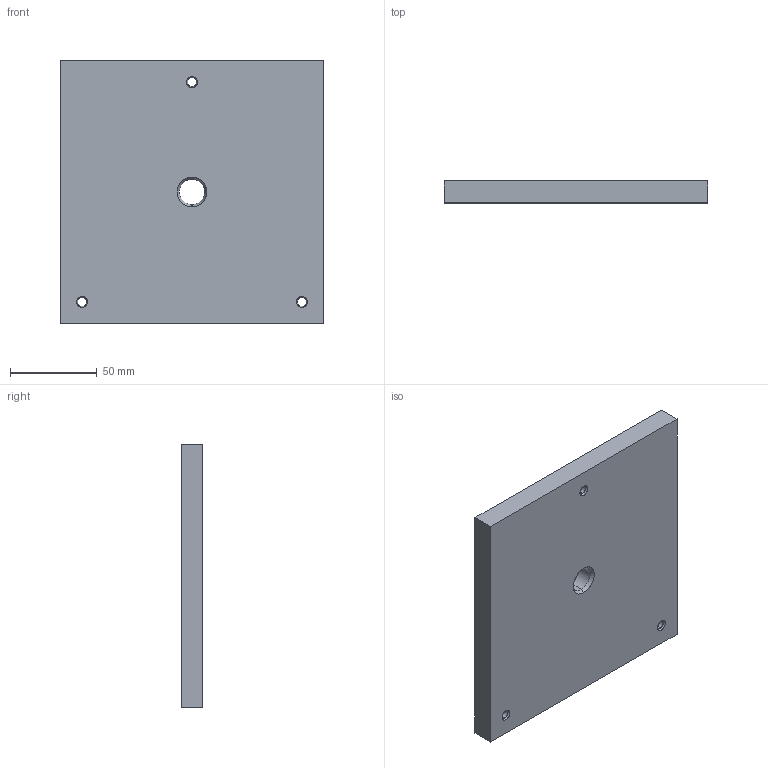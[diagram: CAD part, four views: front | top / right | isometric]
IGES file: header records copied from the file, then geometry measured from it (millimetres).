
Start section: SolidWorks IGES file using analytic representation for surfaces
Global section: file name: KP-6-6-P Upper Plate.IGS; native system: SolidWorks 2006 by SolidWorks Corporation; preprocessor: SolidWorks 2006 by SolidWorks Corporation; author: Robert J. Villegas; date: 070721.152552; units: inch
Bounding box: 152.4 x 12.7 x 152.4 mm (x, y, z)
Surface area: 58639.3 mm2 (no closed solid volume)
Topology: 0 solids, 0 shells, 304 faces, 3759 edges, 3759 vertices
Faces by surface type: bspline 217, revolution 87
